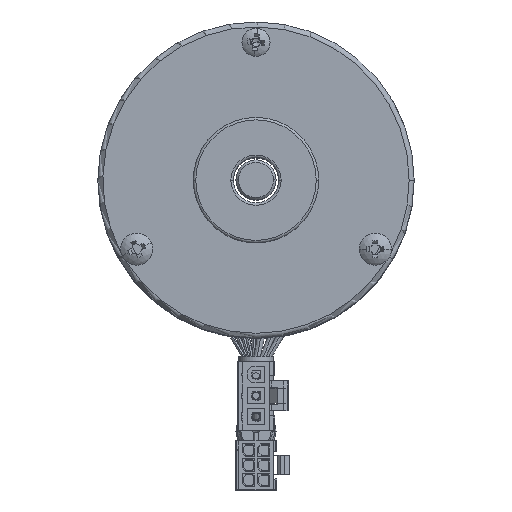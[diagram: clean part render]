
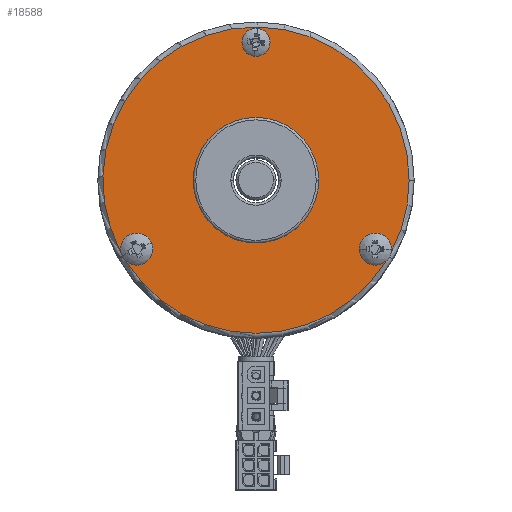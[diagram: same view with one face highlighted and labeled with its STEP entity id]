
A CAD part, top view. The second image highlights one B-rep face of the part: STEP entity #18588.
In plain terms, the highlighted planar face has unit normal (0, 0, 1).
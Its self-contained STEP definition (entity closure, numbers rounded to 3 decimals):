
#17876=CARTESIAN_POINT('',(0.,0.,21.5));
#17877=DIRECTION('',(0.,0.,-1.));
#17878=DIRECTION('',(-1.,0.,0.));
#17879=AXIS2_PLACEMENT_3D('',#17876,#17877,#17878);
#17881=CARTESIAN_POINT('',(0.,0.,21.5));
#17882=DIRECTION('',(0.,0.,-1.));
#17883=DIRECTION('',(1.,0.,0.));
#17884=AXIS2_PLACEMENT_3D('',#17881,#17882,#17883);
#17886=CARTESIAN_POINT('',(0.,27.455,21.5));
#17887=DIRECTION('',(0.,0.,-1.));
#17888=DIRECTION('',(-1.,0.,0.));
#17889=AXIS2_PLACEMENT_3D('',#17886,#17887,#17888);
#17891=CARTESIAN_POINT('',(0.,27.455,21.5));
#17892=DIRECTION('',(0.,0.,-1.));
#17893=DIRECTION('',(1.,0.,0.));
#17894=AXIS2_PLACEMENT_3D('',#17891,#17892,#17893);
#17896=CARTESIAN_POINT('',(0.,0.,21.5));
#17897=DIRECTION('',(0.,0.,-1.));
#17898=DIRECTION('',(0.849,-0.529,0.));
#17899=AXIS2_PLACEMENT_3D('',#17896,#17897,#17898);
#17901=CARTESIAN_POINT('',(-23.777,-13.728,21.5));
#17902=DIRECTION('',(0.,0.,-1.));
#17903=DIRECTION('',(1.,0.,0.));
#17904=AXIS2_PLACEMENT_3D('',#17901,#17902,#17903);
#17906=CARTESIAN_POINT('',(-23.777,-13.728,21.5));
#17907=DIRECTION('',(0.,0.,-1.));
#17908=DIRECTION('',(-1.,0.,0.));
#17909=AXIS2_PLACEMENT_3D('',#17906,#17907,#17908);
#17911=CARTESIAN_POINT('',(-23.777,-13.728,21.5));
#17912=DIRECTION('',(0.,0.,-1.));
#17913=DIRECTION('',(-0.981,-0.192,0.));
#17914=AXIS2_PLACEMENT_3D('',#17911,#17912,#17913);
#17916=CARTESIAN_POINT('',(0.,0.,21.5));
#17917=DIRECTION('',(0.,0.,-1.));
#17918=DIRECTION('',(1.,0.,0.));
#17919=AXIS2_PLACEMENT_3D('',#17916,#17917,#17918);
#17921=CARTESIAN_POINT('',(23.777,-13.728,21.5));
#17922=DIRECTION('',(0.,0.,-1.));
#17923=DIRECTION('',(1.,0.,0.));
#17924=AXIS2_PLACEMENT_3D('',#17921,#17922,#17923);
#17926=CARTESIAN_POINT('',(23.777,-13.728,21.5));
#17927=DIRECTION('',(0.,0.,-1.));
#17928=DIRECTION('',(-1.,0.,0.));
#17929=AXIS2_PLACEMENT_3D('',#17926,#17927,#17928);
#17931=CARTESIAN_POINT('',(23.777,-13.728,21.5));
#17932=DIRECTION('',(0.,0.,-1.));
#17933=DIRECTION('',(0.657,-0.754,0.));
#17934=AXIS2_PLACEMENT_3D('',#17931,#17932,#17933);
#18082=CARTESIAN_POINT('',(25.88,-16.139,21.5));
#18093=CARTESIAN_POINT('',(26.917,-14.344,21.5));
#18241=CARTESIAN_POINT('',(0.,0.,21.5));
#18242=DIRECTION('',(0.,0.,1.));
#18243=DIRECTION('',(1.,0.,0.));
#18244=AXIS2_PLACEMENT_3D('',#18241,#18242,#18243);
#18362=CARTESIAN_POINT('',(20.577,-13.728,21.5));
#18363=CARTESIAN_POINT('',(26.977,-13.728,21.5));
#18364=VERTEX_POINT('',#18362);
#18365=VERTEX_POINT('',#18363);
#18370=CARTESIAN_POINT('',(2.8,27.455,21.5));
#18371=CARTESIAN_POINT('',(-2.8,27.455,21.5));
#18372=VERTEX_POINT('',#18370);
#18373=VERTEX_POINT('',#18371);
#18392=CARTESIAN_POINT('',(-26.977,-13.728,21.5));
#18393=CARTESIAN_POINT('',(-20.577,-13.728,21.5));
#18394=VERTEX_POINT('',#18392);
#18395=VERTEX_POINT('',#18393);
#18414=CARTESIAN_POINT('',(-12.5,0.,21.5));
#18415=CARTESIAN_POINT('',(12.5,0.,21.5));
#18416=VERTEX_POINT('',#18414);
#18417=VERTEX_POINT('',#18415);
#18427=VERTEX_POINT('',#18082);
#18428=CARTESIAN_POINT('',(-25.88,-16.139,21.5));
#18429=VERTEX_POINT('',#18428);
#18430=VERTEX_POINT('',#18093);
#18431=CARTESIAN_POINT('',(30.5,0.,21.5));
#18432=VERTEX_POINT('',#18431);
#18439=CARTESIAN_POINT('',(-26.917,-14.343,21.5));
#18440=VERTEX_POINT('',#18439);
#18551=CARTESIAN_POINT('',(0.,-19.05,21.5));
#18552=DIRECTION('',(0.,0.,1.));
#18553=DIRECTION('',(-1.,0.,0.));
#18554=AXIS2_PLACEMENT_3D('',#18551,#18552,#18553);
#18555=PLANE('',#18554);
#18557=ORIENTED_EDGE('',*,*,#18556,.T.);
#18559=ORIENTED_EDGE('',*,*,#18558,.F.);
#18561=ORIENTED_EDGE('',*,*,#18560,.F.);
#18563=ORIENTED_EDGE('',*,*,#18562,.F.);
#18565=ORIENTED_EDGE('',*,*,#18564,.F.);
#18567=ORIENTED_EDGE('',*,*,#18566,.T.);
#18569=ORIENTED_EDGE('',*,*,#18568,.F.);
#18571=ORIENTED_EDGE('',*,*,#18570,.F.);
#18573=ORIENTED_EDGE('',*,*,#18572,.F.);
#18574=EDGE_LOOP('',(#18557,#18559,#18561,#18563,#18565,#18567,#18569,#18571,
#18573));
#18575=FACE_OUTER_BOUND('',#18574,.F.);
#18577=ORIENTED_EDGE('',*,*,#18576,.F.);
#18579=ORIENTED_EDGE('',*,*,#18578,.F.);
#18580=EDGE_LOOP('',(#18577,#18579));
#18581=FACE_BOUND('',#18580,.F.);
#18583=ORIENTED_EDGE('',*,*,#18582,.F.);
#18585=ORIENTED_EDGE('',*,*,#18584,.F.);
#18586=EDGE_LOOP('',(#18583,#18585));
#18587=FACE_BOUND('',#18586,.F.);
#17880=CIRCLE('',#17879,12.5);
#17885=CIRCLE('',#17884,12.5);
#17890=CIRCLE('',#17889,2.8);
#17895=CIRCLE('',#17894,2.8);
#17900=CIRCLE('',#17899,30.5);
#17905=CIRCLE('',#17904,3.2);
#17910=CIRCLE('',#17909,3.2);
#17915=CIRCLE('',#17914,3.2);
#17920=CIRCLE('',#17919,30.5);
#17925=CIRCLE('',#17924,3.2);
#17930=CIRCLE('',#17929,3.2);
#17935=CIRCLE('',#17934,3.2);
#18245=CIRCLE('',#18244,30.5);
#18556=EDGE_CURVE('',#18427,#18429,#17900,.T.);
#18558=EDGE_CURVE('',#18395,#18429,#17905,.T.);
#18560=EDGE_CURVE('',#18394,#18395,#17910,.T.);
#18562=EDGE_CURVE('',#18440,#18394,#17915,.T.);
#18564=EDGE_CURVE('',#18432,#18440,#18245,.T.);
#18566=EDGE_CURVE('',#18432,#18430,#17920,.T.);
#18568=EDGE_CURVE('',#18365,#18430,#17925,.T.);
#18570=EDGE_CURVE('',#18364,#18365,#17930,.T.);
#18572=EDGE_CURVE('',#18427,#18364,#17935,.T.);
#18576=EDGE_CURVE('',#18373,#18372,#17890,.T.);
#18578=EDGE_CURVE('',#18372,#18373,#17895,.T.);
#18582=EDGE_CURVE('',#18416,#18417,#17880,.T.);
#18584=EDGE_CURVE('',#18417,#18416,#17885,.T.);
#18588=ADVANCED_FACE('',(#18575,#18581,#18587),#18555,.T.);
